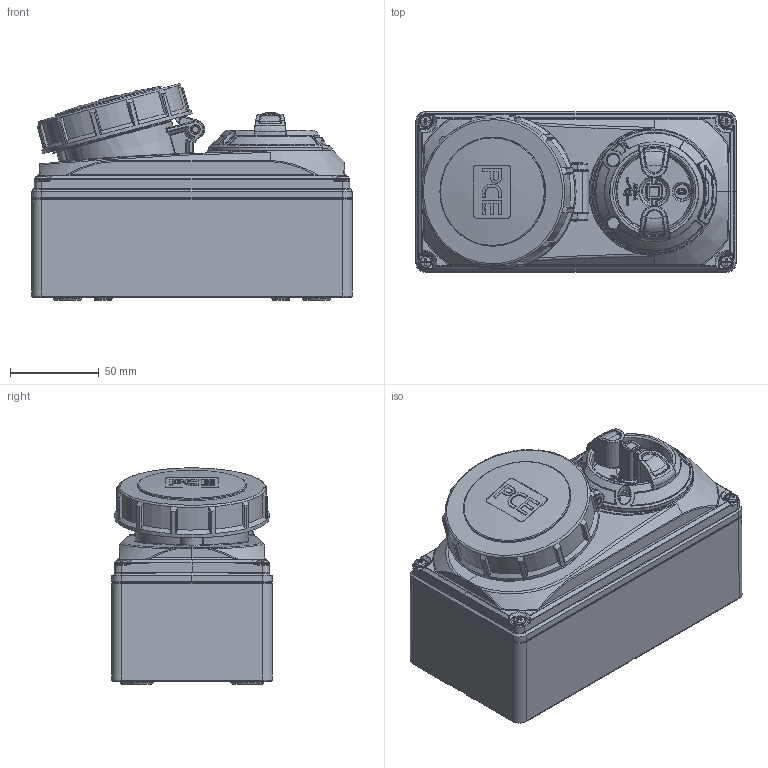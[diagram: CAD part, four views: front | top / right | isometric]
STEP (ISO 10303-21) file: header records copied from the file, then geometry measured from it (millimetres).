
FILE_DESCRIPTION (( 'STEP AP203' ), '1' );
FILE_NAME ('61152-6.STEP', '2018-05-14T11:06:57', ( '' ), ( '' ), 'SwSTEP 2.0', 'SolidWorks 2016', '' );
FILE_SCHEMA (( 'CONFIG_CONTROL_DESIGN' ));
Length unit declared in the file: millimetre
Products named in the file (1): 61152-6
Bounding box: 180.38 x 90.38 x 121.6 mm (x, y, z)
Volume: 1424498.6 mm3; surface area: 106769.1 mm2
Topology: 1 solids, 1 shells, 2537 faces, 6058 edges, 3593 vertices
Faces by surface type: bspline 823, plane 709, cylinder 465, torus 245, cone 181, sphere 114
Full cylindrical faces by diameter (mm): 2.985 x1, 3.4 x2, 4 x2, 4.1 x2, 5.5 x4, 59.8 x1, 61.4 x1, 87 x1
Entity records: 101267 total; most frequent: CARTESIAN_POINT 50186, ORIENTED_EDGE 11648, DIRECTION 8980, EDGE_CURVE 5824, AXIS2_PLACEMENT_3D 3566, VERTEX_POINT 3521, EDGE_LOOP 2791, FACE_OUTER_BOUND 2609
